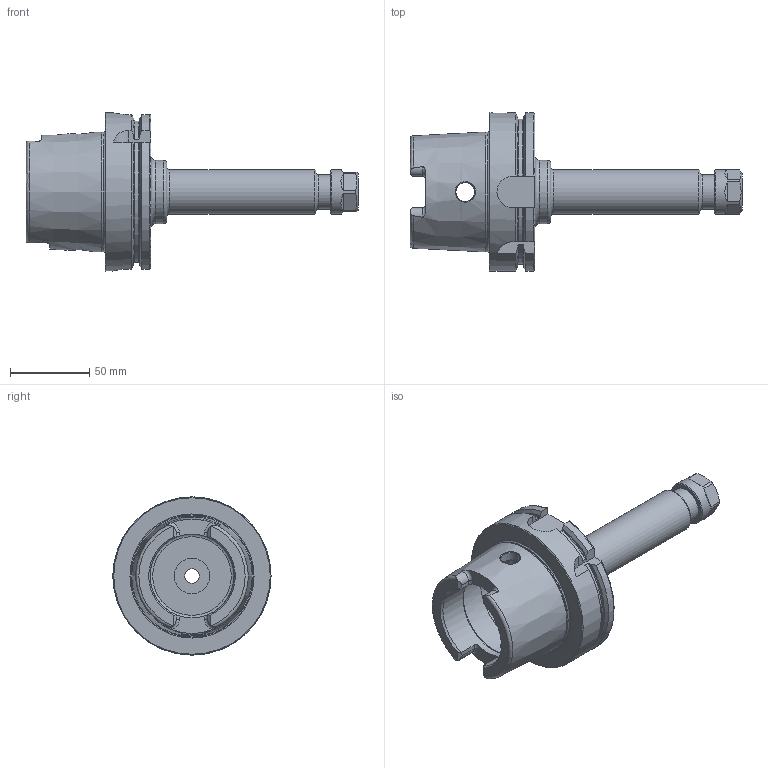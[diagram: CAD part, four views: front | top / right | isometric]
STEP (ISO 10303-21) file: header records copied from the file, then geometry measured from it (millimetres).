
FILE_DESCRIPTION(/* description */ (''),/* implementation_level */ '2;1');
FILE_NAME(/* name */ 'BR101.stp',/* time_stamp */ '2025-03-17T12:54:02+09:00',/* author */ ('YSH'),/* organization */ (''),/* preprocessor_version */ 'ST-DEVELOPER v20',/* originating_system */ 'Autodesk Inventor 2025',/* authorisation */ '');
FILE_SCHEMA (('AUTOMOTIVE_DESIGN { 1 0 10303 214 3 1 1 }'));
Length unit declared in the file: millimetre
Products named in the file (3): LO-HSK100A-ER16-6.30; LO-HSK100A-ER16-6.30_1; ER16NUT
Assembly tree (2 placements, depth 2):
  LO-HSK100A-ER16-6.30
    LO-HSK100A-ER16-6.30_1
    ER16NUT
Bounding box: 210 x 100 x 100 mm (x, y, z)
Volume: 326164 mm3; surface area: 67602.1 mm2
Topology: 2 solids, 3 shells, 154 faces, 402 edges, 261 vertices
Faces by surface type: plane 58, cylinder 44, torus 29, cone 21, bspline 2
Full cylindrical faces by diameter (mm): 1 x1, 9.398 x1, 10 x1, 11.8 x1, 12 x2, 12.8 x1, 17.7 x1, 20.6 x1, 22 x2, 22.376 x1, 22.5 x1, 25 x1, 28 x2, 40 x1, 53 x2, 63 x1, 75.415 x1, 100 x1
Entity records: 5669 total; most frequent: CARTESIAN_POINT 1713, DIRECTION 824, ORIENTED_EDGE 800, EDGE_CURVE 401, AXIS2_PLACEMENT_3D 341, VERTEX_POINT 261, EDGE_LOOP 172, CIRCLE 169
